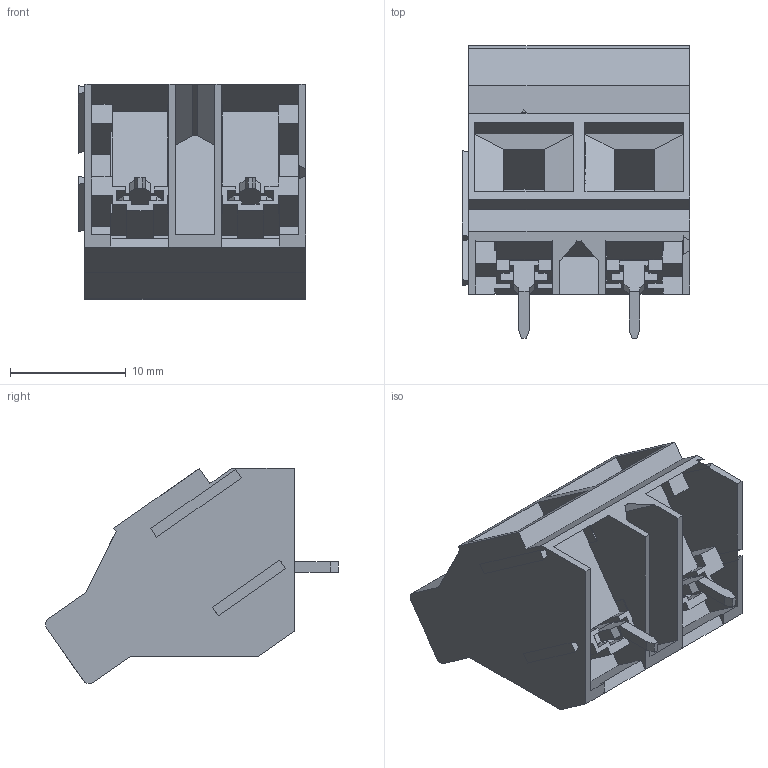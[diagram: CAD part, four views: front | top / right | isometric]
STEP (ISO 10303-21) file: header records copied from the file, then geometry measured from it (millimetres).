
FILE_DESCRIPTION (( 'STEP AP214' ), '1' );
FILE_NAME ('DG636S-9.52-02P-14-00AH.STEP', '2021-01-17T00:18:11', ( '' ), ( '' ), 'SwSTEP 2.0', 'SolidWorks 2020', '' );
FILE_SCHEMA (( 'AUTOMOTIVE_DESIGN' ));
Length unit declared in the file: millimetre
Products named in the file (1): DG636S-9.52-02P-14-00AH
Bounding box: 19.59 x 25.25 x 18.55 mm (x, y, z)
Volume: 3028.3 mm3; surface area: 3614.3 mm2
Topology: 1 solids, 1 shells, 616 faces, 1657 edges, 1088 vertices
Faces by surface type: plane 376, bspline 207, cylinder 19, torus 14
Entity records: 33125 total; most frequent: CARTESIAN_POINT 14585, ORIENTED_EDGE 3314, DIRECTION 2121, EDGE_CURVE 1657, LINE 1169, VECTOR 1169, VERTEX_POINT 1088, EDGE_LOOP 661
